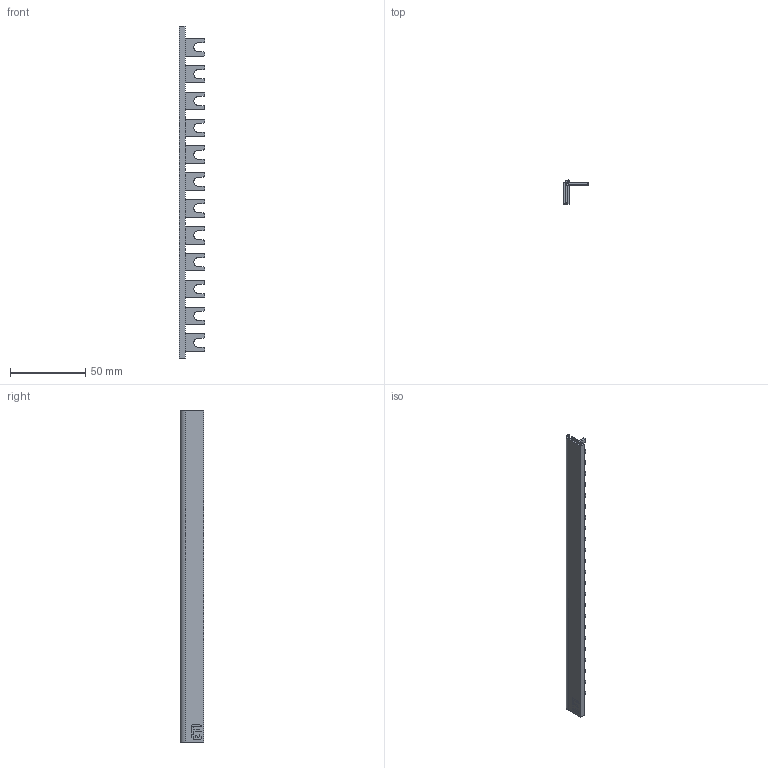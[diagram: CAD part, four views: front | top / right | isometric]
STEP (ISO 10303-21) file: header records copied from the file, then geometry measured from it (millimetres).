
FILE_DESCRIPTION((''),'2;1');
FILE_NAME('IZ16_1F_L_ASM','2021-04-01T',('marketing.praksa'),('Audax d.o.o.'),'CREO PARAMETRIC BY PTC INC, 2017480','CREO PARAMETRIC BY PTC INC, 2017480','');
FILE_SCHEMA(('AUTOMOTIVE_DESIGN { 1 0 10303 214 1 1 1 1 }'));
Products named in the file (4): PRT0174; S1F-16_02_01L; PRT9596; IZ16_1F_L_ASM
Assembly tree (3 placements, depth 2):
  IZ16_1F_L_ASM
    PRT0174
    S1F-16_02_01L
    PRT9596
Bounding box: 16.77 x 15.65 x 220 mm (x, y, z)
Volume: 12491.5 mm3; surface area: 23354.3 mm2
Topology: 5 solids, 5 shells, 390 faces, 1061 edges, 684 vertices
Faces by surface type: plane 205, cylinder 161, bspline 24
Entity records: 20029 total; most frequent: CARTESIAN_POINT 3718, ORIENTED_EDGE 2122, DIRECTION 2105, PRESENTATION_STYLE_ASSIGNMENT 1456, STYLED_ITEM 1456, CURVE_STYLE 1061, EDGE_CURVE 1061, AXIS2_PLACEMENT_3D 721
